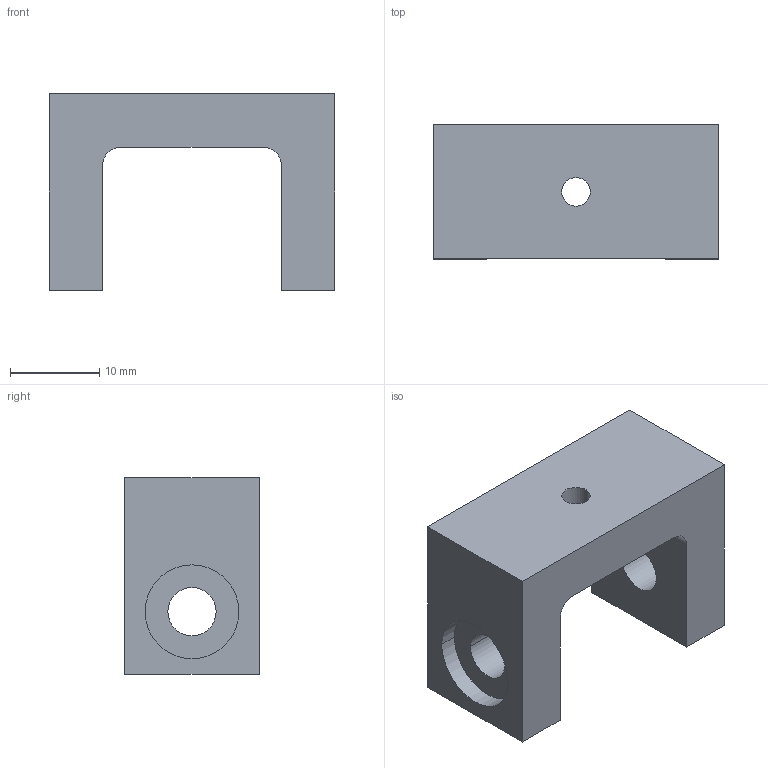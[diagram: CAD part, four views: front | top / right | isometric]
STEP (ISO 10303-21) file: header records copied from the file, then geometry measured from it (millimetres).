
FILE_DESCRIPTION((''),'2;1');
FILE_NAME('Y-BELT-HOLDER','2013-10-07T',('CHALSPO'),('ABB Schweiz AG'),'PRO/ENGINEER BY PARAMETRIC TECHNOLOGY CORPORATION, 2011490','PRO/ENGINEER BY PARAMETRIC TECHNOLOGY CORPORATION, 2011490','');
FILE_SCHEMA(('CONFIG_CONTROL_DESIGN'));
Length unit declared in the file: millimetre
Products named in the file (1): Y-BELT-HOLDER
Bounding box: 32 x 15 x 22 mm (x, y, z)
Volume: 5075.5 mm3; surface area: 3093.2 mm2
Topology: 1 solids, 1 shells, 29 faces, 76 edges, 58 vertices
Faces by surface type: cylinder 14, plane 13, torus 2
Entity records: 949 total; most frequent: DIRECTION 168, CARTESIAN_POINT 152, ORIENTED_EDGE 140, EDGE_CURVE 70, AXIS2_PLACEMENT_3D 62, VERTEX_POINT 46, VECTOR 44, LINE 44
